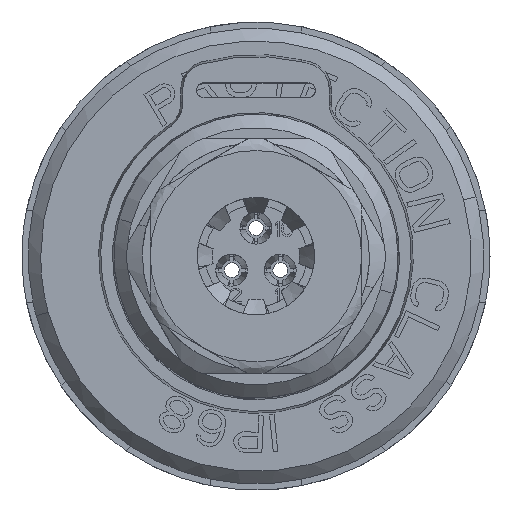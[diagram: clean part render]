
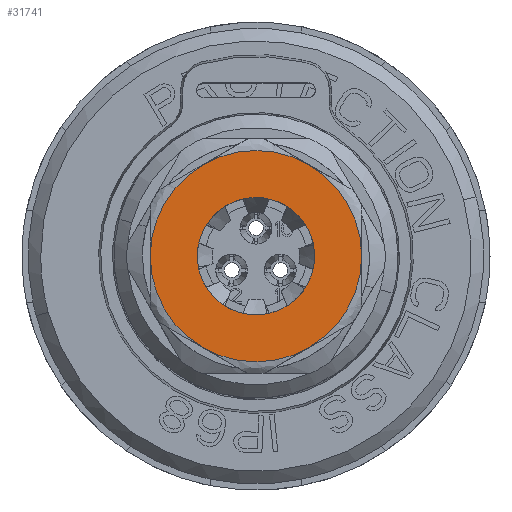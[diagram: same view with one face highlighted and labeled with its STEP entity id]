
A CAD part, left-side view. The second image highlights one B-rep face of the part: STEP entity #31741.
In plain terms, the highlighted planar face has unit normal (-1, 0, 0).
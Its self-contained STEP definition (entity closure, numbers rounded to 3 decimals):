
#31741=ADVANCED_FACE('',(#49478,#49479),#49480,.F.);
#49478=FACE_OUTER_BOUND('',#57868,.T.);
#49479=FACE_BOUND('',#57869,.T.);
#49480=PLANE('',#57870);
#57868=EDGE_LOOP('',(#70378,#70379,#70380,#70381,#70382,#70383));
#57869=EDGE_LOOP('',(#70384,#70385,#70386));
#57870=AXIS2_PLACEMENT_3D('',#70387,#70388,#70389);
#70378=ORIENTED_EDGE('',*,*,#101912,.T.);
#70379=ORIENTED_EDGE('',*,*,#101909,.F.);
#70380=ORIENTED_EDGE('',*,*,#101913,.F.);
#70381=ORIENTED_EDGE('',*,*,#101914,.T.);
#70382=ORIENTED_EDGE('',*,*,#101915,.F.);
#70383=ORIENTED_EDGE('',*,*,#101916,.F.);
#70384=ORIENTED_EDGE('',*,*,#101822,.F.);
#70385=ORIENTED_EDGE('',*,*,#101821,.F.);
#70386=ORIENTED_EDGE('',*,*,#101917,.F.);
#70387=CARTESIAN_POINT('',(-68.347,0.,8.918));
#70388=DIRECTION('',(1.0,0.0,0.0));
#70389=DIRECTION('',(0.0,1.0,0.0));
#101821=EDGE_CURVE('',#109549,#109551,#109552,.T.);
#101822=EDGE_CURVE('',#109551,#109545,#109553,.T.);
#101909=EDGE_CURVE('',#109698,#109691,#109699,.T.);
#101912=EDGE_CURVE('',#109703,#109691,#109704,.T.);
#101913=EDGE_CURVE('',#109705,#109698,#109706,.T.);
#101914=EDGE_CURVE('',#109705,#109707,#109708,.T.);
#101915=EDGE_CURVE('',#109709,#109707,#109710,.T.);
#101916=EDGE_CURVE('',#109703,#109709,#109711,.T.);
#101917=EDGE_CURVE('',#109545,#109549,#109712,.T.);
#109545=VERTEX_POINT('',#110805);
#109549=VERTEX_POINT('',#110810);
#109551=VERTEX_POINT('',#110813);
#109552=CIRCLE('',#110814,4.765);
#109553=CIRCLE('',#110815,4.765);
#109691=VERTEX_POINT('',#111008);
#109698=VERTEX_POINT('',#111031);
#109699=CIRCLE('',#111032,8.575);
#109703=VERTEX_POINT('',#111043);
#109704=CIRCLE('',#111044,8.575);
#109705=VERTEX_POINT('',#111045);
#109706=CIRCLE('',#111046,8.575);
#109707=VERTEX_POINT('',#111047);
#109708=CIRCLE('',#111048,8.575);
#109709=VERTEX_POINT('',#111049);
#109710=CIRCLE('',#111050,8.575);
#109711=CIRCLE('',#111051,8.575);
#109712=CIRCLE('',#111052,4.765);
#110805=CARTESIAN_POINT('',(-68.347,4.756,-0.299));
#110810=CARTESIAN_POINT('',(-68.347,-4.756,0.299));
#110813=CARTESIAN_POINT('',(-68.347,4.765,0.0));
#110814=AXIS2_PLACEMENT_3D('',#112532,#112533,#112534);
#110815=AXIS2_PLACEMENT_3D('',#112535,#112536,#112537);
#111008=CARTESIAN_POINT('',(-68.347,-4.288,-7.426));
#111031=CARTESIAN_POINT('',(-68.347,-8.575,0.));
#111032=AXIS2_PLACEMENT_3D('',#112676,#112677,#112678);
#111043=CARTESIAN_POINT('',(-68.347,4.287,-7.426));
#111044=AXIS2_PLACEMENT_3D('',#112682,#112683,#112684);
#111045=CARTESIAN_POINT('',(-68.347,-4.287,7.426));
#111046=AXIS2_PLACEMENT_3D('',#112685,#112686,#112687);
#111047=CARTESIAN_POINT('',(-68.347,4.288,7.426));
#111048=AXIS2_PLACEMENT_3D('',#112688,#112689,#112690);
#111049=CARTESIAN_POINT('',(-68.347,8.575,0.));
#111050=AXIS2_PLACEMENT_3D('',#112691,#112692,#112693);
#111051=AXIS2_PLACEMENT_3D('',#112694,#112695,#112696);
#111052=AXIS2_PLACEMENT_3D('',#112697,#112698,#112699);
#112532=CARTESIAN_POINT('',(-68.347,0.0,0.0));
#112533=DIRECTION('',(-1.0,0.0,0.0));
#112534=DIRECTION('',(0.0,-1.0,0.0));
#112535=CARTESIAN_POINT('',(-68.347,0.0,0.0));
#112536=DIRECTION('',(-1.0,0.0,0.0));
#112537=DIRECTION('',(0.0,-1.0,0.0));
#112676=CARTESIAN_POINT('',(-68.347,0.0,0.0));
#112677=DIRECTION('',(1.0,0.0,0.0));
#112678=DIRECTION('',(0.0,-1.0,0.));
#112682=CARTESIAN_POINT('',(-68.347,0.0,0.0));
#112683=DIRECTION('',(-1.0,0.0,0.0));
#112684=DIRECTION('',(0.0,0.5,-0.866));
#112685=CARTESIAN_POINT('',(-68.347,0.0,0.0));
#112686=DIRECTION('',(1.0,0.0,0.0));
#112687=DIRECTION('',(0.0,-0.5,0.866));
#112688=CARTESIAN_POINT('',(-68.347,0.0,0.0));
#112689=DIRECTION('',(-1.0,0.0,0.0));
#112690=DIRECTION('',(0.0,-0.5,0.866));
#112691=CARTESIAN_POINT('',(-68.347,0.0,0.0));
#112692=DIRECTION('',(1.0,0.0,0.0));
#112693=DIRECTION('',(0.0,1.0,0.));
#112694=CARTESIAN_POINT('',(-68.347,0.0,0.0));
#112695=DIRECTION('',(1.0,0.0,0.0));
#112696=DIRECTION('',(0.0,0.5,-0.866));
#112697=CARTESIAN_POINT('',(-68.347,0.0,0.0));
#112698=DIRECTION('',(-1.0,0.0,0.0));
#112699=DIRECTION('',(0.0,-1.0,0.0));
